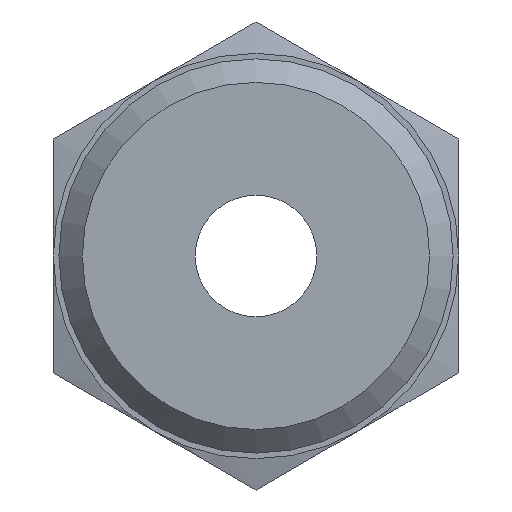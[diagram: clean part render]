
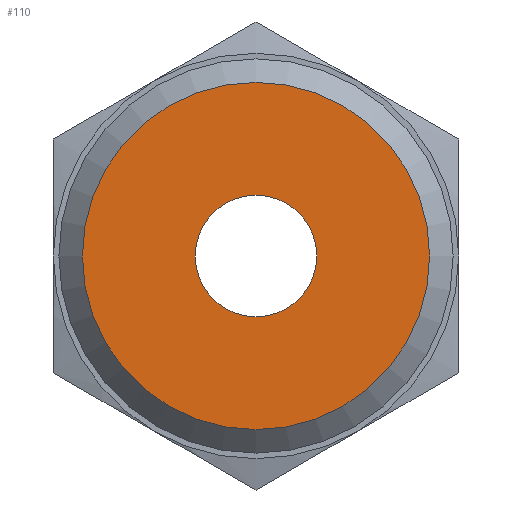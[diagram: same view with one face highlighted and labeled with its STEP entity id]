
A CAD part, front view. The second image highlights one B-rep face of the part: STEP entity #110.
In plain terms, the highlighted planar face has unit normal (0, -1, 0).
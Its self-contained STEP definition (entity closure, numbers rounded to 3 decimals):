
#110 = ADVANCED_FACE( '', ( #226, #227 ), #228, .T. );
#226 = FACE_OUTER_BOUND( '', #335, .T. );
#227 = FACE_BOUND( '', #336, .T. );
#228 = PLANE( '', #337 );
#335 = EDGE_LOOP( '', ( #556 ) );
#336 = EDGE_LOOP( '', ( #557 ) );
#337 = AXIS2_PLACEMENT_3D( '', #558, #559, #560 );
#556 = ORIENTED_EDGE( '', *, *, #585, .T. );
#557 = ORIENTED_EDGE( '', *, *, #638, .F. );
#558 = CARTESIAN_POINT( '', ( 1.5, -3.1, 0. ) );
#559 = DIRECTION( '', ( 0., -1., 0. ) );
#560 = DIRECTION( '', ( 0., 0., -1. ) );
#585 = EDGE_CURVE( '', #680, #680, #681, .T. );
#638 = EDGE_CURVE( '', #754, #754, #755, .T. );
#680 = VERTEX_POINT( '', #812 );
#681 = CIRCLE( '', #813, 4.283 );
#754 = VERTEX_POINT( '', #953 );
#755 = CIRCLE( '', #954, 1.5 );
#812 = CARTESIAN_POINT( '', ( 0., -3.1, -4.283 ) );
#813 = AXIS2_PLACEMENT_3D( '', #993, #994, #995 );
#953 = CARTESIAN_POINT( '', ( 0., -3.1, -1.5 ) );
#954 = AXIS2_PLACEMENT_3D( '', #1036, #1037, #1038 );
#993 = CARTESIAN_POINT( '', ( 0., -3.1, 0. ) );
#994 = DIRECTION( '', ( 0., -1., 0. ) );
#995 = DIRECTION( '', ( 0., 0., -1. ) );
#1036 = CARTESIAN_POINT( '', ( 0., -3.1, 0. ) );
#1037 = DIRECTION( '', ( 0., -1., 0. ) );
#1038 = DIRECTION( '', ( 0., 0., -1. ) );
